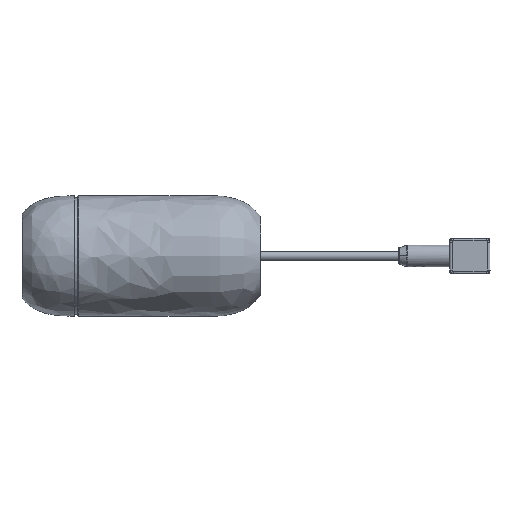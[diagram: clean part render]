
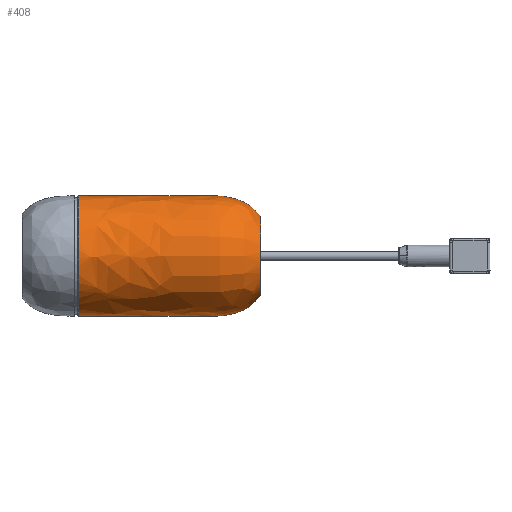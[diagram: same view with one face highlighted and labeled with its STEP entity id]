
A CAD part, left-side view. The second image highlights one B-rep face of the part: STEP entity #408.
In plain terms, the highlighted free-form (B-spline) face has degree [3, 3] with [13, 4] control points.
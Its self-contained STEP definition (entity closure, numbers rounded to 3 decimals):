
#408=ADVANCED_FACE('',(#530),#1973,.T.);
#530=FACE_OUTER_BOUND('',#646,.T.);
#646=EDGE_LOOP('',(#774,#775,#776,#777));
#774=ORIENTED_EDGE('',*,*,#1319,.T.);
#775=ORIENTED_EDGE('',*,*,#1281,.F.);
#776=ORIENTED_EDGE('',*,*,#1286,.F.);
#777=ORIENTED_EDGE('',*,*,#1285,.T.);
#1281=EDGE_CURVE('',#1801,#1823,#1730,.T.);
#1285=EDGE_CURVE('',#1802,#1824,#1733,.T.);
#1286=EDGE_CURVE('',#1802,#1801,#1734,.T.);
#1319=EDGE_CURVE('',#1824,#1823,#1763,.T.);
#1730=(
BOUNDED_CURVE()
B_SPLINE_CURVE(2,(#2593,#2594,#2595,#2596,#2597),.UNSPECIFIED.,.F.,.F.)
B_SPLINE_CURVE_WITH_KNOTS((3,2,3),(0.,43.645,87.289),
 .UNSPECIFIED.)
CURVE()
GEOMETRIC_REPRESENTATION_ITEM()
RATIONAL_B_SPLINE_CURVE((1.,0.707,1.,0.707,1.))
REPRESENTATION_ITEM('')
);
#1733=(
BOUNDED_CURVE()
B_SPLINE_CURVE(2,(#2614,#2615,#2616,#2617,#2618),.UNSPECIFIED.,.F.,.F.)
B_SPLINE_CURVE_WITH_KNOTS((3,2,3),(0.,28.51,57.021),
 .UNSPECIFIED.)
CURVE()
GEOMETRIC_REPRESENTATION_ITEM()
RATIONAL_B_SPLINE_CURVE((1.,0.707,1.,0.707,1.))
REPRESENTATION_ITEM('')
);
#1734=(
BOUNDED_CURVE()
B_SPLINE_CURVE(3,(#2619,#2620,#2621,#2622,#2623,#2624,#2625,#2626,#2627,
#2628,#2629,#2630,#2631),.UNSPECIFIED.,.F.,.F.)
B_SPLINE_CURVE_WITH_KNOTS((4,2,2,2,2,1,4),(0.,11.912,
23.825,29.781,35.737,47.649,95.299),
 .UNSPECIFIED.)
CURVE()
GEOMETRIC_REPRESENTATION_ITEM()
RATIONAL_B_SPLINE_CURVE((1.,1.,1.,1.,1.,1.,1.,1.,1.,1.,1.,1.,1.))
REPRESENTATION_ITEM('')
);
#1763=(
BOUNDED_CURVE()
B_SPLINE_CURVE(3,(#2759,#2760,#2761,#2762,#2763,#2764,#2765,#2766,#2767,
#2768,#2769,#2770,#2771),.UNSPECIFIED.,.F.,.F.)
B_SPLINE_CURVE_WITH_KNOTS((4,2,2,2,2,1,4),(0.,11.912,
23.825,29.781,35.737,47.649,95.299),
 .UNSPECIFIED.)
CURVE()
GEOMETRIC_REPRESENTATION_ITEM()
RATIONAL_B_SPLINE_CURVE((1.,1.,1.,1.,1.,1.,1.,1.,1.,1.,1.,1.,1.))
REPRESENTATION_ITEM('')
);
#1801=VERTEX_POINT('',#2563);
#1802=VERTEX_POINT('',#2564);
#1823=VERTEX_POINT('',#2585);
#1824=VERTEX_POINT('',#2586);
#1973=(
BOUNDED_SURFACE()
B_SPLINE_SURFACE(3,3,((#2116,#2117,#2118,#2119),(#2120,#2121,#2122,#2123),
(#2124,#2125,#2126,#2127),(#2128,#2129,#2130,#2131),(#2132,#2133,#2134,
#2135),(#2136,#2137,#2138,#2139),(#2140,#2141,#2142,#2143),(#2144,#2145,
#2146,#2147),(#2148,#2149,#2150,#2151),(#2152,#2153,#2154,#2155),(#2156,
#2157,#2158,#2159),(#2160,#2161,#2162,#2163),(#2164,#2165,#2166,#2167)),
 .UNSPECIFIED.,.F.,.F.,.F.)
B_SPLINE_SURFACE_WITH_KNOTS((4,2,2,2,2,1,4),(4,4),(0.,
11.912,23.825,29.781,35.737,47.649,
95.299),(166.733,333.466),.UNSPECIFIED.)
GEOMETRIC_REPRESENTATION_ITEM()
RATIONAL_B_SPLINE_SURFACE(((1.,0.333,0.333,1.),
(1.,0.333,0.333,1.),(1.,0.333,0.333,
1.),(1.,0.333,0.333,1.),(1.,0.333,0.333,
1.),(1.,0.333,0.333,1.),(1.,0.333,0.333,
1.),(1.,0.333,0.333,1.),(1.,0.333,0.333,
1.),(1.,0.333,0.333,1.),(1.,0.333,0.333,
1.),(1.,0.333,0.333,1.),(1.,0.333,0.333,
1.)))
REPRESENTATION_ITEM('')
SURFACE()
);
#2116=CARTESIAN_POINT('',(8.968,48.162,9.747));
#2117=CARTESIAN_POINT('',(-27.332,48.198,9.711));
#2118=CARTESIAN_POINT('',(-27.296,48.198,-26.589));
#2119=CARTESIAN_POINT('',(9.005,48.162,-26.553));
#2120=CARTESIAN_POINT('',(8.968,50.235,12.623));
#2121=CARTESIAN_POINT('',(-33.084,50.278,12.581));
#2122=CARTESIAN_POINT('',(-33.042,50.278,-29.471));
#2123=CARTESIAN_POINT('',(9.01,50.235,-29.429));
#2124=CARTESIAN_POINT('',(8.968,52.729,14.85));
#2125=CARTESIAN_POINT('',(-37.537,52.775,14.803));
#2126=CARTESIAN_POINT('',(-37.49,52.775,-31.702));
#2127=CARTESIAN_POINT('',(9.015,52.729,-31.655));
#2128=CARTESIAN_POINT('',(8.971,59.004,17.99));
#2129=CARTESIAN_POINT('',(-43.815,59.057,17.937));
#2130=CARTESIAN_POINT('',(-43.762,59.057,-34.849));
#2131=CARTESIAN_POINT('',(9.024,59.004,-34.796));
#2132=CARTESIAN_POINT('',(8.974,62.941,18.883));
#2133=CARTESIAN_POINT('',(-45.598,62.996,18.828));
#2134=CARTESIAN_POINT('',(-45.543,62.996,-35.744));
#2135=CARTESIAN_POINT('',(9.029,62.941,-35.689));
#2136=CARTESIAN_POINT('',(8.979,68.468,19.348));
#2137=CARTESIAN_POINT('',(-46.523,68.524,19.293));
#2138=CARTESIAN_POINT('',(-46.467,68.524,-36.21));
#2139=CARTESIAN_POINT('',(9.035,68.468,-36.154));
#2140=CARTESIAN_POINT('',(8.981,70.278,19.376));
#2141=CARTESIAN_POINT('',(-46.577,70.334,19.32));
#2142=CARTESIAN_POINT('',(-46.521,70.334,-36.238));
#2143=CARTESIAN_POINT('',(9.037,70.278,-36.182));
#2144=CARTESIAN_POINT('',(8.985,73.903,19.386));
#2145=CARTESIAN_POINT('',(-46.593,73.959,19.33));
#2146=CARTESIAN_POINT('',(-46.537,73.959,-36.247));
#2147=CARTESIAN_POINT('',(9.041,73.903,-36.192));
#2148=CARTESIAN_POINT('',(8.986,75.72,19.382));
#2149=CARTESIAN_POINT('',(-46.583,75.776,19.326));
#2150=CARTESIAN_POINT('',(-46.528,75.776,-36.244));
#2151=CARTESIAN_POINT('',(9.042,75.72,-36.188));
#2152=CARTESIAN_POINT('',(8.992,81.165,19.382));
#2153=CARTESIAN_POINT('',(-46.578,81.221,19.326));
#2154=CARTESIAN_POINT('',(-46.522,81.221,-36.244));
#2155=CARTESIAN_POINT('',(9.048,81.165,-36.188));
#2156=CARTESIAN_POINT('',(9.01,99.315,19.382));
#2157=CARTESIAN_POINT('',(-46.56,99.371,19.326));
#2158=CARTESIAN_POINT('',(-46.504,99.371,-36.244));
#2159=CARTESIAN_POINT('',(9.066,99.315,-36.188));
#2160=CARTESIAN_POINT('',(9.028,117.465,19.382));
#2161=CARTESIAN_POINT('',(-46.542,117.521,19.326));
#2162=CARTESIAN_POINT('',(-46.486,117.521,-36.244));
#2163=CARTESIAN_POINT('',(9.084,117.465,-36.188));
#2164=CARTESIAN_POINT('',(9.043,131.985,19.382));
#2165=CARTESIAN_POINT('',(-46.527,132.041,19.326));
#2166=CARTESIAN_POINT('',(-46.471,132.041,-36.244));
#2167=CARTESIAN_POINT('',(9.099,131.985,-36.188));
#2563=CARTESIAN_POINT('',(9.099,131.985,-36.188));
#2564=CARTESIAN_POINT('',(9.005,48.162,-26.553));
#2585=CARTESIAN_POINT('',(9.043,131.985,19.382));
#2586=CARTESIAN_POINT('',(8.968,48.162,9.747));
#2593=CARTESIAN_POINT('',(9.099,131.985,-36.188));
#2594=CARTESIAN_POINT('',(-18.686,132.013,-36.216));
#2595=CARTESIAN_POINT('',(-18.714,132.013,-8.431));
#2596=CARTESIAN_POINT('',(-18.742,132.013,19.354));
#2597=CARTESIAN_POINT('',(9.043,131.985,19.382));
#2614=CARTESIAN_POINT('',(9.005,48.162,-26.553));
#2615=CARTESIAN_POINT('',(-9.145,48.18,-26.571));
#2616=CARTESIAN_POINT('',(-9.164,48.18,-8.421));
#2617=CARTESIAN_POINT('',(-9.182,48.18,9.729));
#2618=CARTESIAN_POINT('',(8.968,48.162,9.747));
#2619=CARTESIAN_POINT('',(9.005,48.162,-26.553));
#2620=CARTESIAN_POINT('',(9.01,50.235,-29.429));
#2621=CARTESIAN_POINT('',(9.015,52.729,-31.655));
#2622=CARTESIAN_POINT('',(9.024,59.004,-34.796));
#2623=CARTESIAN_POINT('',(9.029,62.941,-35.689));
#2624=CARTESIAN_POINT('',(9.035,68.468,-36.154));
#2625=CARTESIAN_POINT('',(9.037,70.278,-36.182));
#2626=CARTESIAN_POINT('',(9.041,73.903,-36.192));
#2627=CARTESIAN_POINT('',(9.042,75.72,-36.188));
#2628=CARTESIAN_POINT('',(9.048,81.165,-36.188));
#2629=CARTESIAN_POINT('',(9.066,99.315,-36.188));
#2630=CARTESIAN_POINT('',(9.084,117.465,-36.188));
#2631=CARTESIAN_POINT('',(9.099,131.985,-36.188));
#2759=CARTESIAN_POINT('',(8.968,48.162,9.747));
#2760=CARTESIAN_POINT('',(8.968,50.235,12.623));
#2761=CARTESIAN_POINT('',(8.968,52.729,14.85));
#2762=CARTESIAN_POINT('',(8.971,59.004,17.99));
#2763=CARTESIAN_POINT('',(8.974,62.941,18.883));
#2764=CARTESIAN_POINT('',(8.979,68.468,19.348));
#2765=CARTESIAN_POINT('',(8.981,70.278,19.376));
#2766=CARTESIAN_POINT('',(8.985,73.903,19.386));
#2767=CARTESIAN_POINT('',(8.986,75.72,19.382));
#2768=CARTESIAN_POINT('',(8.992,81.165,19.382));
#2769=CARTESIAN_POINT('',(9.01,99.315,19.382));
#2770=CARTESIAN_POINT('',(9.028,117.465,19.382));
#2771=CARTESIAN_POINT('',(9.043,131.985,19.382));
